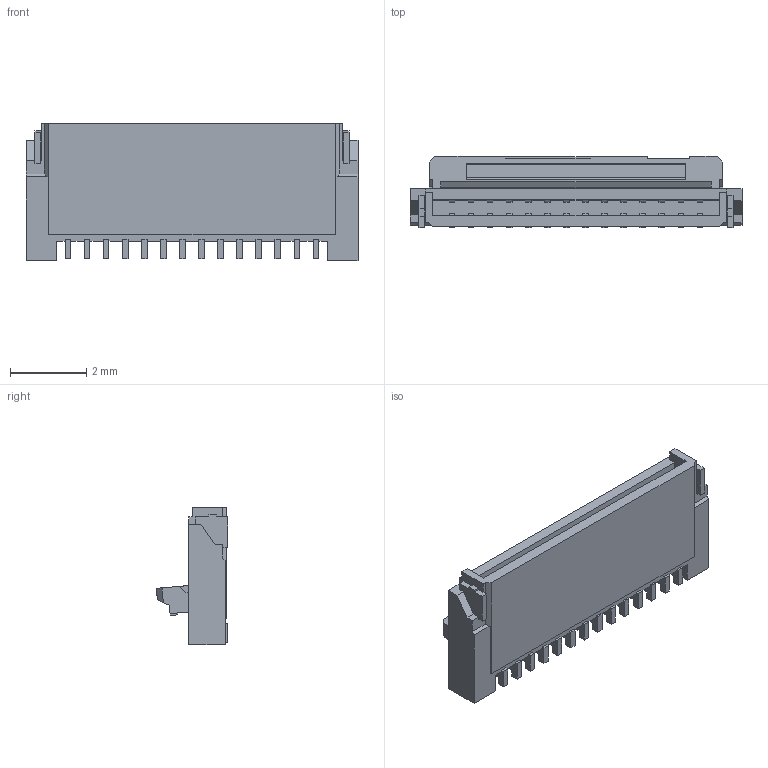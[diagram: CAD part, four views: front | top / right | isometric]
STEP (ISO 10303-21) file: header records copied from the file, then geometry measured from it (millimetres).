
FILE_DESCRIPTION(/* description */ (''),/* implementation_level */ '2;1');
FILE_NAME(/* name */ '5034801400.step',/* time_stamp */ '2024-02-21T17:09:52-08:00',/* author */ (''),/* organization */ (''),/* preprocessor_version */ 'ST-DEVELOPER v20',/* originating_system */ 'Autodesk Translation Framework v12.20.1.177',/* authorisation */ '');
FILE_SCHEMA (('AUTOMOTIVE_DESIGN { 1 0 10303 214 3 1 1 }'));
Length unit declared in the file: millimetre
Products named in the file (1): (Unsaved)
Bounding box: 8.7 x 1.87 x 3.6 mm (x, y, z)
Volume: 20.4 mm3; surface area: 151.6 mm2
Topology: 1 solids, 1 shells, 587 faces, 1622 edges, 1080 vertices
Faces by surface type: plane 536, cylinder 51
Entity records: 18728 total; most frequent: CARTESIAN_POINT 3290, ORIENTED_EDGE 3244, DIRECTION 2904, EDGE_CURVE 1622, LINE 1516, VECTOR 1516, VERTEX_POINT 1080, AXIS2_PLACEMENT_3D 694
